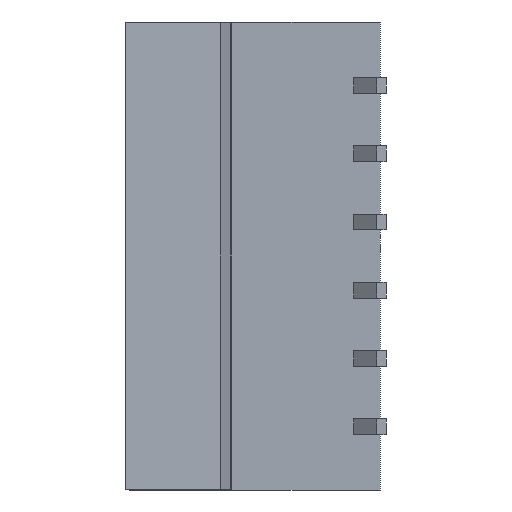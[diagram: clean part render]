
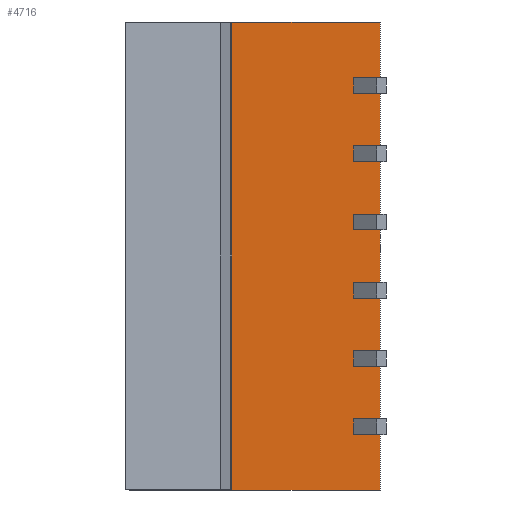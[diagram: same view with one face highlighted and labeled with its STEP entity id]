
A CAD part, left-side view. The second image highlights one B-rep face of the part: STEP entity #4716.
In plain terms, the highlighted planar face has unit normal (-1, 0, 0).
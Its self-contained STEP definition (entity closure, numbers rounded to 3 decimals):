
#55=FACE_BOUND('',#695,.T.);
#56=FACE_BOUND('',#696,.T.);
#57=FACE_BOUND('',#697,.T.);
#58=FACE_BOUND('',#698,.T.);
#59=FACE_BOUND('',#699,.T.);
#60=FACE_BOUND('',#700,.T.);
#498=FACE_OUTER_BOUND('',#694,.T.);
#694=EDGE_LOOP('',(#3824,#3825,#3826,#3827,#3828,#3829));
#695=EDGE_LOOP('',(#3830,#3831,#3832,#3833));
#696=EDGE_LOOP('',(#3834,#3835,#3836,#3837));
#697=EDGE_LOOP('',(#3838,#3839,#3840,#3841));
#698=EDGE_LOOP('',(#3842,#3843,#3844,#3845));
#699=EDGE_LOOP('',(#3846,#3847,#3848,#3849));
#700=EDGE_LOOP('',(#3850,#3851,#3852,#3853));
#858=LINE('',#9587,#1222);
#865=LINE('',#9599,#1229);
#871=LINE('',#9618,#1235);
#876=LINE('',#9627,#1240);
#884=LINE('',#9646,#1248);
#893=LINE('',#9661,#1257);
#894=LINE('',#9665,#1258);
#895=LINE('',#9667,#1259);
#896=LINE('',#9669,#1260);
#897=LINE('',#9670,#1261);
#898=LINE('',#9673,#1262);
#899=LINE('',#9675,#1263);
#900=LINE('',#9677,#1264);
#901=LINE('',#9678,#1265);
#902=LINE('',#9681,#1266);
#903=LINE('',#9683,#1267);
#904=LINE('',#9685,#1268);
#905=LINE('',#9686,#1269);
#906=LINE('',#9689,#1270);
#907=LINE('',#9691,#1271);
#908=LINE('',#9693,#1272);
#909=LINE('',#9694,#1273);
#910=LINE('',#9697,#1274);
#911=LINE('',#9699,#1275);
#912=LINE('',#9701,#1276);
#913=LINE('',#9702,#1277);
#914=LINE('',#9705,#1278);
#915=LINE('',#9707,#1279);
#916=LINE('',#9709,#1280);
#917=LINE('',#9710,#1281);
#1222=VECTOR('',#5123,1000.);
#1229=VECTOR('',#5138,1000.);
#1235=VECTOR('',#5162,1000.);
#1240=VECTOR('',#5169,1000.);
#1248=VECTOR('',#5187,1000.);
#1257=VECTOR('',#5200,1000.);
#1258=VECTOR('',#5203,1000.);
#1259=VECTOR('',#5204,1000.);
#1260=VECTOR('',#5205,1000.);
#1261=VECTOR('',#5206,1000.);
#1262=VECTOR('',#5207,1000.);
#1263=VECTOR('',#5208,1000.);
#1264=VECTOR('',#5209,1000.);
#1265=VECTOR('',#5210,1000.);
#1266=VECTOR('',#5211,1000.);
#1267=VECTOR('',#5212,1000.);
#1268=VECTOR('',#5213,1000.);
#1269=VECTOR('',#5214,1000.);
#1270=VECTOR('',#5215,1000.);
#1271=VECTOR('',#5216,1000.);
#1272=VECTOR('',#5217,1000.);
#1273=VECTOR('',#5218,1000.);
#1274=VECTOR('',#5219,1000.);
#1275=VECTOR('',#5220,1000.);
#1276=VECTOR('',#5221,1000.);
#1277=VECTOR('',#5222,1000.);
#1278=VECTOR('',#5223,1000.);
#1279=VECTOR('',#5224,1000.);
#1280=VECTOR('',#5225,1000.);
#1281=VECTOR('',#5226,1000.);
#1910=VERTEX_POINT('',#9145);
#1931=VERTEX_POINT('',#9191);
#1967=VERTEX_POINT('',#9585);
#1968=VERTEX_POINT('',#9598);
#1972=VERTEX_POINT('',#9616);
#1981=VERTEX_POINT('',#9645);
#1986=VERTEX_POINT('',#9663);
#1987=VERTEX_POINT('',#9664);
#1988=VERTEX_POINT('',#9666);
#1989=VERTEX_POINT('',#9668);
#1990=VERTEX_POINT('',#9671);
#1991=VERTEX_POINT('',#9672);
#1992=VERTEX_POINT('',#9674);
#1993=VERTEX_POINT('',#9676);
#1994=VERTEX_POINT('',#9679);
#1995=VERTEX_POINT('',#9680);
#1996=VERTEX_POINT('',#9682);
#1997=VERTEX_POINT('',#9684);
#1998=VERTEX_POINT('',#9687);
#1999=VERTEX_POINT('',#9688);
#2000=VERTEX_POINT('',#9690);
#2001=VERTEX_POINT('',#9692);
#2002=VERTEX_POINT('',#9695);
#2003=VERTEX_POINT('',#9696);
#2004=VERTEX_POINT('',#9698);
#2005=VERTEX_POINT('',#9700);
#2006=VERTEX_POINT('',#9703);
#2007=VERTEX_POINT('',#9704);
#2008=VERTEX_POINT('',#9706);
#2009=VERTEX_POINT('',#9708);
#2602=EDGE_CURVE('',#1967,#1910,#858,.T.);
#2609=EDGE_CURVE('',#1931,#1968,#865,.T.);
#2615=EDGE_CURVE('',#1967,#1972,#871,.T.);
#2620=EDGE_CURVE('',#1931,#1910,#876,.T.);
#2628=EDGE_CURVE('',#1981,#1968,#884,.T.);
#2637=EDGE_CURVE('',#1972,#1981,#893,.T.);
#2638=EDGE_CURVE('',#1986,#1987,#894,.T.);
#2639=EDGE_CURVE('',#1988,#1986,#895,.T.);
#2640=EDGE_CURVE('',#1988,#1989,#896,.T.);
#2641=EDGE_CURVE('',#1987,#1989,#897,.T.);
#2642=EDGE_CURVE('',#1990,#1991,#898,.T.);
#2643=EDGE_CURVE('',#1992,#1990,#899,.T.);
#2644=EDGE_CURVE('',#1992,#1993,#900,.T.);
#2645=EDGE_CURVE('',#1991,#1993,#901,.T.);
#2646=EDGE_CURVE('',#1994,#1995,#902,.T.);
#2647=EDGE_CURVE('',#1996,#1994,#903,.T.);
#2648=EDGE_CURVE('',#1996,#1997,#904,.T.);
#2649=EDGE_CURVE('',#1995,#1997,#905,.T.);
#2650=EDGE_CURVE('',#1998,#1999,#906,.T.);
#2651=EDGE_CURVE('',#2000,#1998,#907,.T.);
#2652=EDGE_CURVE('',#2000,#2001,#908,.T.);
#2653=EDGE_CURVE('',#1999,#2001,#909,.T.);
#2654=EDGE_CURVE('',#2002,#2003,#910,.T.);
#2655=EDGE_CURVE('',#2004,#2002,#911,.T.);
#2656=EDGE_CURVE('',#2004,#2005,#912,.T.);
#2657=EDGE_CURVE('',#2003,#2005,#913,.T.);
#2658=EDGE_CURVE('',#2006,#2007,#914,.T.);
#2659=EDGE_CURVE('',#2008,#2006,#915,.T.);
#2660=EDGE_CURVE('',#2008,#2009,#916,.T.);
#2661=EDGE_CURVE('',#2007,#2009,#917,.T.);
#3824=ORIENTED_EDGE('',*,*,#2628,.T.);
#3825=ORIENTED_EDGE('',*,*,#2609,.F.);
#3826=ORIENTED_EDGE('',*,*,#2620,.T.);
#3827=ORIENTED_EDGE('',*,*,#2602,.F.);
#3828=ORIENTED_EDGE('',*,*,#2615,.T.);
#3829=ORIENTED_EDGE('',*,*,#2637,.T.);
#3830=ORIENTED_EDGE('',*,*,#2638,.F.);
#3831=ORIENTED_EDGE('',*,*,#2639,.F.);
#3832=ORIENTED_EDGE('',*,*,#2640,.T.);
#3833=ORIENTED_EDGE('',*,*,#2641,.F.);
#3834=ORIENTED_EDGE('',*,*,#2642,.F.);
#3835=ORIENTED_EDGE('',*,*,#2643,.F.);
#3836=ORIENTED_EDGE('',*,*,#2644,.T.);
#3837=ORIENTED_EDGE('',*,*,#2645,.F.);
#3838=ORIENTED_EDGE('',*,*,#2646,.F.);
#3839=ORIENTED_EDGE('',*,*,#2647,.F.);
#3840=ORIENTED_EDGE('',*,*,#2648,.T.);
#3841=ORIENTED_EDGE('',*,*,#2649,.F.);
#3842=ORIENTED_EDGE('',*,*,#2650,.F.);
#3843=ORIENTED_EDGE('',*,*,#2651,.F.);
#3844=ORIENTED_EDGE('',*,*,#2652,.T.);
#3845=ORIENTED_EDGE('',*,*,#2653,.F.);
#3846=ORIENTED_EDGE('',*,*,#2654,.F.);
#3847=ORIENTED_EDGE('',*,*,#2655,.F.);
#3848=ORIENTED_EDGE('',*,*,#2656,.T.);
#3849=ORIENTED_EDGE('',*,*,#2657,.F.);
#3850=ORIENTED_EDGE('',*,*,#2658,.F.);
#3851=ORIENTED_EDGE('',*,*,#2659,.F.);
#3852=ORIENTED_EDGE('',*,*,#2660,.T.);
#3853=ORIENTED_EDGE('',*,*,#2661,.F.);
#4493=PLANE('',#4901);
#4716=ADVANCED_FACE('',(#498,#55,#56,#57,#58,#59,#60),#4493,.F.);
#4901=AXIS2_PLACEMENT_3D('',#9662,#5201,#5202);
#5123=DIRECTION('',(0.,0.,1.));
#5138=DIRECTION('',(0.,0.,1.));
#5162=DIRECTION('',(0.,-1.,0.));
#5169=DIRECTION('',(0.,0.,-1.));
#5187=DIRECTION('',(0.,1.,0.));
#5200=DIRECTION('',(0.,0.,1.));
#5201=DIRECTION('center_axis',(1.,0.,0.));
#5202=DIRECTION('ref_axis',(0.,0.,-1.));
#5203=DIRECTION('',(0.,-1.,0.));
#5204=DIRECTION('',(0.,0.,-1.));
#5205=DIRECTION('',(0.,-1.,0.));
#5206=DIRECTION('',(0.,0.,1.));
#5207=DIRECTION('',(0.,-1.,0.));
#5208=DIRECTION('',(0.,0.,-1.));
#5209=DIRECTION('',(0.,-1.,0.));
#5210=DIRECTION('',(0.,0.,1.));
#5211=DIRECTION('',(0.,-1.,0.));
#5212=DIRECTION('',(0.,0.,-1.));
#5213=DIRECTION('',(0.,-1.,0.));
#5214=DIRECTION('',(0.,0.,1.));
#5215=DIRECTION('',(0.,-1.,0.));
#5216=DIRECTION('',(0.,0.,-1.));
#5217=DIRECTION('',(0.,-1.,0.));
#5218=DIRECTION('',(0.,0.,1.));
#5219=DIRECTION('',(0.,-1.,0.));
#5220=DIRECTION('',(0.,0.,-1.));
#5221=DIRECTION('',(0.,-1.,0.));
#5222=DIRECTION('',(0.,0.,1.));
#5223=DIRECTION('',(0.,-1.,0.));
#5224=DIRECTION('',(0.,0.,-1.));
#5225=DIRECTION('',(0.,-1.,0.));
#5226=DIRECTION('',(0.,0.,1.));
#9145=CARTESIAN_POINT('',(-10.5,11.03,-10.255));
#9191=CARTESIAN_POINT('',(-10.5,11.03,10.255));
#9585=CARTESIAN_POINT('',(-10.5,11.03,-10.285));
#9587=CARTESIAN_POINT('',(-10.5,11.03,-10.285));
#9598=CARTESIAN_POINT('',(-10.5,11.03,10.285));
#9599=CARTESIAN_POINT('',(-10.5,11.03,-10.285));
#9616=CARTESIAN_POINT('',(-10.5,0.,-10.285));
#9618=CARTESIAN_POINT('',(-10.5,11.03,-10.285));
#9627=CARTESIAN_POINT('',(-10.5,11.03,-10.255));
#9645=CARTESIAN_POINT('',(-10.5,0.,10.285));
#9646=CARTESIAN_POINT('',(-10.5,11.03,10.285));
#9661=CARTESIAN_POINT('',(-10.5,0.,10.285));
#9662=CARTESIAN_POINT('Origin',(-10.5,11.03,-10.285));
#9663=CARTESIAN_POINT('',(-10.5,1.162,7.145));
#9664=CARTESIAN_POINT('',(-10.5,0.762,7.145));
#9665=CARTESIAN_POINT('',(-10.5,11.03,7.145));
#9666=CARTESIAN_POINT('',(-10.5,1.162,7.845));
#9667=CARTESIAN_POINT('',(-10.5,1.162,-10.285));
#9668=CARTESIAN_POINT('',(-10.5,0.762,7.845));
#9669=CARTESIAN_POINT('',(-10.5,1.162,7.845));
#9670=CARTESIAN_POINT('',(-10.5,0.762,-10.285));
#9671=CARTESIAN_POINT('',(-10.5,1.162,1.145));
#9672=CARTESIAN_POINT('',(-10.5,0.762,1.145));
#9673=CARTESIAN_POINT('',(-10.5,11.03,1.145));
#9674=CARTESIAN_POINT('',(-10.5,1.162,1.845));
#9675=CARTESIAN_POINT('',(-10.5,1.162,-10.285));
#9676=CARTESIAN_POINT('',(-10.5,0.762,1.845));
#9677=CARTESIAN_POINT('',(-10.5,1.162,1.845));
#9678=CARTESIAN_POINT('',(-10.5,0.762,-10.285));
#9679=CARTESIAN_POINT('',(-10.5,1.162,-4.855));
#9680=CARTESIAN_POINT('',(-10.5,0.762,-4.855));
#9681=CARTESIAN_POINT('',(-10.5,11.03,-4.855));
#9682=CARTESIAN_POINT('',(-10.5,1.162,-4.155));
#9683=CARTESIAN_POINT('',(-10.5,1.162,-10.285));
#9684=CARTESIAN_POINT('',(-10.5,0.762,-4.155));
#9685=CARTESIAN_POINT('',(-10.5,1.162,-4.155));
#9686=CARTESIAN_POINT('',(-10.5,0.762,-10.285));
#9687=CARTESIAN_POINT('',(-10.5,1.162,-7.855));
#9688=CARTESIAN_POINT('',(-10.5,0.762,-7.855));
#9689=CARTESIAN_POINT('',(-10.5,11.03,-7.855));
#9690=CARTESIAN_POINT('',(-10.5,1.162,-7.155));
#9691=CARTESIAN_POINT('',(-10.5,1.162,-10.285));
#9692=CARTESIAN_POINT('',(-10.5,0.762,-7.155));
#9693=CARTESIAN_POINT('',(-10.5,1.162,-7.155));
#9694=CARTESIAN_POINT('',(-10.5,0.762,-10.285));
#9695=CARTESIAN_POINT('',(-10.5,1.162,-1.855));
#9696=CARTESIAN_POINT('',(-10.5,0.762,-1.855));
#9697=CARTESIAN_POINT('',(-10.5,11.03,-1.855));
#9698=CARTESIAN_POINT('',(-10.5,1.162,-1.155));
#9699=CARTESIAN_POINT('',(-10.5,1.162,-10.285));
#9700=CARTESIAN_POINT('',(-10.5,0.762,-1.155));
#9701=CARTESIAN_POINT('',(-10.5,1.162,-1.155));
#9702=CARTESIAN_POINT('',(-10.5,0.762,-10.285));
#9703=CARTESIAN_POINT('',(-10.5,1.162,4.145));
#9704=CARTESIAN_POINT('',(-10.5,0.762,4.145));
#9705=CARTESIAN_POINT('',(-10.5,11.03,4.145));
#9706=CARTESIAN_POINT('',(-10.5,1.162,4.845));
#9707=CARTESIAN_POINT('',(-10.5,1.162,-10.285));
#9708=CARTESIAN_POINT('',(-10.5,0.762,4.845));
#9709=CARTESIAN_POINT('',(-10.5,1.162,4.845));
#9710=CARTESIAN_POINT('',(-10.5,0.762,-10.285));
